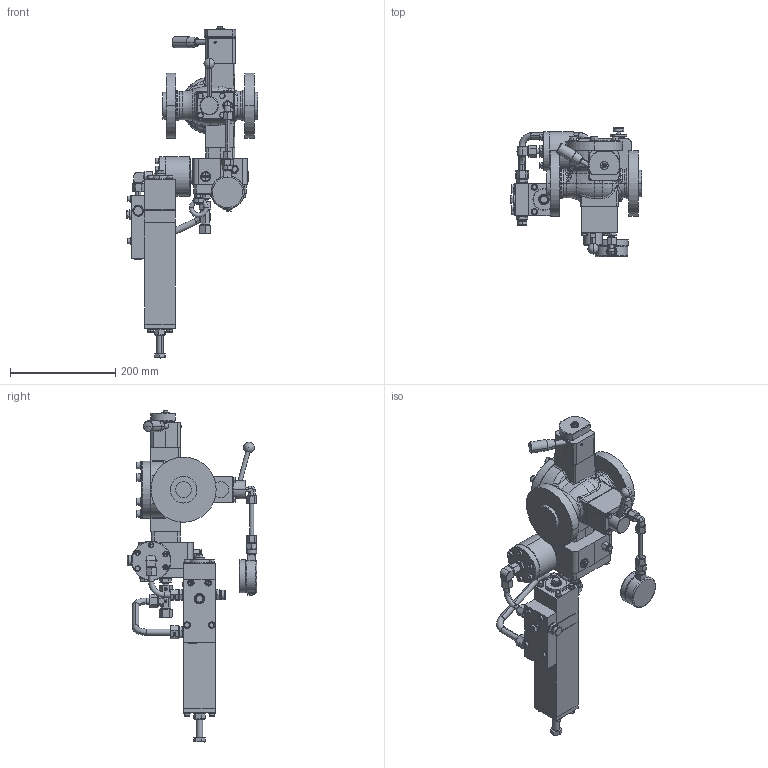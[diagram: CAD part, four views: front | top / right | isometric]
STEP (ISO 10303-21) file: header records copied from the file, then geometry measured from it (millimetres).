
FILE_DESCRIPTION (( 'STEP AP214' ), '1' );
FILE_NAME ('HON711-DN25-K18-class600RF.STEP', '2019-07-30T04:23:41', ( '' ), ( '' ), 'SwSTEP 2.0', 'SolidWorks 2017', '' );
FILE_SCHEMA (( 'AUTOMOTIVE_DESIGN' ));
Length unit declared in the file: millimetre
Products named in the file (1): HON711-DN25-K18-class600RF
Bounding box: 249.27 x 246.41 x 631.42 mm (x, y, z)
Volume: 4520258.7 mm3; surface area: 404826.2 mm2
Topology: 2 solids, 2 shells, 2232 faces, 5283 edges, 3195 vertices
Faces by surface type: plane 1012, cylinder 567, cone 386, torus 171, bspline 92, sphere 4
Entity records: 88888 total; most frequent: CARTESIAN_POINT 19396, DIRECTION 10528, ORIENTED_EDGE 10476, EDGE_CURVE 5238, AXIS2_PLACEMENT_3D 4140, VERTEX_POINT 3192, EDGE_LOOP 2458, VECTOR 2248
